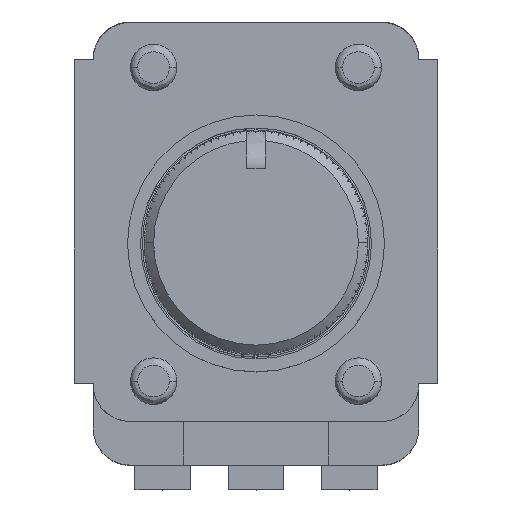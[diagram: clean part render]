
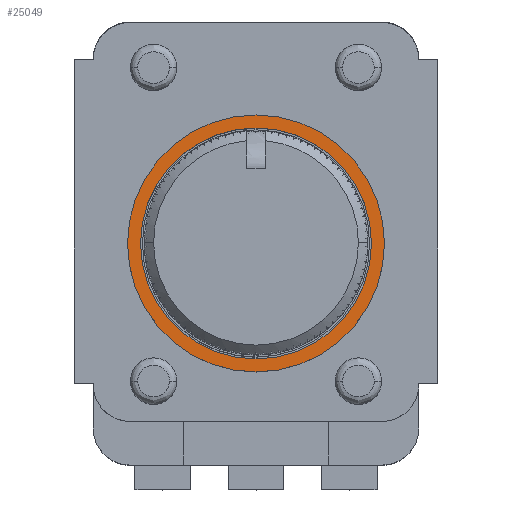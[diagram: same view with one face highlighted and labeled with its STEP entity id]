
A CAD part, top view. The second image highlights one B-rep face of the part: STEP entity #25049.
In plain terms, the highlighted planar face has unit normal (0, 0, 1).
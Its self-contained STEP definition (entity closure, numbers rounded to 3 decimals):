
#2955 = EDGE_CURVE('',#2956,#2958,#2960,.T.);
#2956 = VERTEX_POINT('',#2957);
#2957 = CARTESIAN_POINT('',(-3.45,-1.075,8.36));
#2958 = VERTEX_POINT('',#2959);
#2959 = CARTESIAN_POINT('',(3.45,-1.075,8.36));
#2960 = SURFACE_CURVE('',#2961,(#2966,#2978),.PCURVE_S1.);
#2961 = CIRCLE('',#2962,3.45);
#2962 = AXIS2_PLACEMENT_3D('',#2963,#2964,#2965);
#2963 = CARTESIAN_POINT('',(0.,-1.075,8.36));
#2964 = DIRECTION('',(0.,0.,-1.));
#2965 = DIRECTION('',(-1.,0.,0.));
#2966 = PCURVE('',#2967,#2972);
#2967 = CYLINDRICAL_SURFACE('',#2968,3.45);
#2968 = AXIS2_PLACEMENT_3D('',#2969,#2970,#2971);
#2969 = CARTESIAN_POINT('',(0.,-1.075,8.36));
#2970 = DIRECTION('',(0.,0.,-1.));
#2971 = DIRECTION('',(-1.,0.,0.));
#2972 = DEFINITIONAL_REPRESENTATION('',(#2973),#2977);
#2973 = LINE('',#2974,#2975);
#2974 = CARTESIAN_POINT('',(0.,0.));
#2975 = VECTOR('',#2976,1.);
#2976 = DIRECTION('',(1.,0.));
#2977 = ( GEOMETRIC_REPRESENTATION_CONTEXT(2) 
PARAMETRIC_REPRESENTATION_CONTEXT() REPRESENTATION_CONTEXT('2D SPACE',''
  ) );
#2978 = PCURVE('',#2979,#2984);
#2979 = PLANE('',#2980);
#2980 = AXIS2_PLACEMENT_3D('',#2981,#2982,#2983);
#2981 = CARTESIAN_POINT('',(0.,-1.075,8.36));
#2982 = DIRECTION('',(0.,0.,1.));
#2983 = DIRECTION('',(1.,0.,0.));
#2984 = DEFINITIONAL_REPRESENTATION('',(#2985),#2993);
#2985 = ( BOUNDED_CURVE() B_SPLINE_CURVE(2,(#2986,#2987,#2988,#2989,
#2990,#2991,#2992),.UNSPECIFIED.,.T.,.F.) B_SPLINE_CURVE_WITH_KNOTS((1,2
    ,2,2,2,1),(-2.094,0.,2.094,4.189,
6.283,8.378),.UNSPECIFIED.) CURVE() 
GEOMETRIC_REPRESENTATION_ITEM() RATIONAL_B_SPLINE_CURVE((1.,0.5,1.,0.5,
1.,0.5,1.)) REPRESENTATION_ITEM('') );
#2986 = CARTESIAN_POINT('',(-3.45,0.));
#2987 = CARTESIAN_POINT('',(-3.45,5.976));
#2988 = CARTESIAN_POINT('',(1.725,2.988));
#2989 = CARTESIAN_POINT('',(6.9,0.));
#2990 = CARTESIAN_POINT('',(1.725,-2.988));
#2991 = CARTESIAN_POINT('',(-3.45,-5.976));
#2992 = CARTESIAN_POINT('',(-3.45,0.));
#2993 = ( GEOMETRIC_REPRESENTATION_CONTEXT(2) 
PARAMETRIC_REPRESENTATION_CONTEXT() REPRESENTATION_CONTEXT('2D SPACE',''
  ) );
#3011 = CYLINDRICAL_SURFACE('',#3012,3.45);
#3012 = AXIS2_PLACEMENT_3D('',#3013,#3014,#3015);
#3013 = CARTESIAN_POINT('',(0.,-1.075,8.36));
#3014 = DIRECTION('',(0.,0.,-1.));
#3015 = DIRECTION('',(-1.,0.,0.));
#3086 = CYLINDRICAL_SURFACE('',#3087,3.1);
#3087 = AXIS2_PLACEMENT_3D('',#3088,#3089,#3090);
#3088 = CARTESIAN_POINT('',(0.,-1.075,4.36));
#3089 = DIRECTION('',(0.,0.,1.));
#3090 = DIRECTION('',(1.,0.,0.));
#3098 = CYLINDRICAL_SURFACE('',#3099,3.1);
#3099 = AXIS2_PLACEMENT_3D('',#3100,#3101,#3102);
#3100 = CARTESIAN_POINT('',(0.,-1.075,4.36));
#3101 = DIRECTION('',(0.,0.,1.));
#3102 = DIRECTION('',(1.,0.,0.));
#3201 = VERTEX_POINT('',#3202);
#3202 = CARTESIAN_POINT('',(3.1,-1.075,8.36));
#3223 = EDGE_CURVE('',#3201,#3224,#3226,.T.);
#3224 = VERTEX_POINT('',#3225);
#3225 = CARTESIAN_POINT('',(-3.1,-1.075,8.36));
#3226 = SURFACE_CURVE('',#3227,(#3232,#3239),.PCURVE_S1.);
#3227 = CIRCLE('',#3228,3.1);
#3228 = AXIS2_PLACEMENT_3D('',#3229,#3230,#3231);
#3229 = CARTESIAN_POINT('',(0.,-1.075,8.36));
#3230 = DIRECTION('',(0.,0.,-1.));
#3231 = DIRECTION('',(1.,0.,0.));
#3232 = PCURVE('',#3086,#3233);
#3233 = DEFINITIONAL_REPRESENTATION('',(#3234),#3238);
#3234 = LINE('',#3235,#3236);
#3235 = CARTESIAN_POINT('',(6.283,4.));
#3236 = VECTOR('',#3237,1.);
#3237 = DIRECTION('',(-1.,0.));
#3238 = ( GEOMETRIC_REPRESENTATION_CONTEXT(2) 
PARAMETRIC_REPRESENTATION_CONTEXT() REPRESENTATION_CONTEXT('2D SPACE',''
  ) );
#3239 = PCURVE('',#2979,#3240);
#3240 = DEFINITIONAL_REPRESENTATION('',(#3241),#3249);
#3241 = ( BOUNDED_CURVE() B_SPLINE_CURVE(2,(#3242,#3243,#3244,#3245,
#3246,#3247,#3248),.UNSPECIFIED.,.T.,.F.) B_SPLINE_CURVE_WITH_KNOTS((1,2
    ,2,2,2,1),(-2.094,0.,2.094,4.189,
6.283,8.378),.UNSPECIFIED.) CURVE() 
GEOMETRIC_REPRESENTATION_ITEM() RATIONAL_B_SPLINE_CURVE((1.,0.5,1.,0.5,
1.,0.5,1.)) REPRESENTATION_ITEM('') );
#3242 = CARTESIAN_POINT('',(3.1,0.));
#3243 = CARTESIAN_POINT('',(3.1,-5.369));
#3244 = CARTESIAN_POINT('',(-1.55,-2.685));
#3245 = CARTESIAN_POINT('',(-6.2,0.));
#3246 = CARTESIAN_POINT('',(-1.55,2.685));
#3247 = CARTESIAN_POINT('',(3.1,5.369));
#3248 = CARTESIAN_POINT('',(3.1,0.));
#3249 = ( GEOMETRIC_REPRESENTATION_CONTEXT(2) 
PARAMETRIC_REPRESENTATION_CONTEXT() REPRESENTATION_CONTEXT('2D SPACE',''
  ) );
#23952 = EDGE_CURVE('',#2958,#2956,#23953,.T.);
#23953 = SURFACE_CURVE('',#23954,(#23959,#23966),.PCURVE_S1.);
#23954 = CIRCLE('',#23955,3.45);
#23955 = AXIS2_PLACEMENT_3D('',#23956,#23957,#23958);
#23956 = CARTESIAN_POINT('',(0.,-1.075,8.36));
#23957 = DIRECTION('',(0.,0.,-1.));
#23958 = DIRECTION('',(-1.,0.,0.));
#23959 = PCURVE('',#3011,#23960);
#23960 = DEFINITIONAL_REPRESENTATION('',(#23961),#23965);
#23961 = LINE('',#23962,#23963);
#23962 = CARTESIAN_POINT('',(0.,0.));
#23963 = VECTOR('',#23964,1.);
#23964 = DIRECTION('',(1.,0.));
#23965 = ( GEOMETRIC_REPRESENTATION_CONTEXT(2) 
PARAMETRIC_REPRESENTATION_CONTEXT() REPRESENTATION_CONTEXT('2D SPACE',''
  ) );
#23966 = PCURVE('',#2979,#23967);
#23967 = DEFINITIONAL_REPRESENTATION('',(#23968),#23976);
#23968 = ( BOUNDED_CURVE() B_SPLINE_CURVE(2,(#23969,#23970,#23971,#23972
    ,#23973,#23974,#23975),.UNSPECIFIED.,.T.,.F.) 
B_SPLINE_CURVE_WITH_KNOTS((1,2,2,2,2,1),(-2.094,0.,
    2.094,4.189,6.283,8.378),
.UNSPECIFIED.) CURVE() GEOMETRIC_REPRESENTATION_ITEM() 
RATIONAL_B_SPLINE_CURVE((1.,0.5,1.,0.5,1.,0.5,1.)) REPRESENTATION_ITEM(
  '') );
#23969 = CARTESIAN_POINT('',(-3.45,0.));
#23970 = CARTESIAN_POINT('',(-3.45,5.976));
#23971 = CARTESIAN_POINT('',(1.725,2.988));
#23972 = CARTESIAN_POINT('',(6.9,0.));
#23973 = CARTESIAN_POINT('',(1.725,-2.988));
#23974 = CARTESIAN_POINT('',(-3.45,-5.976));
#23975 = CARTESIAN_POINT('',(-3.45,0.));
#23976 = ( GEOMETRIC_REPRESENTATION_CONTEXT(2) 
PARAMETRIC_REPRESENTATION_CONTEXT() REPRESENTATION_CONTEXT('2D SPACE',''
  ) );
#25049 = ADVANCED_FACE('',(#25050,#25079),#2979,.T.);
#25050 = FACE_BOUND('',#25051,.T.);
#25051 = EDGE_LOOP('',(#25052,#25053));
#25052 = ORIENTED_EDGE('',*,*,#3223,.T.);
#25053 = ORIENTED_EDGE('',*,*,#25054,.T.);
#25054 = EDGE_CURVE('',#3224,#3201,#25055,.T.);
#25055 = SURFACE_CURVE('',#25056,(#25061,#25072),.PCURVE_S1.);
#25056 = CIRCLE('',#25057,3.1);
#25057 = AXIS2_PLACEMENT_3D('',#25058,#25059,#25060);
#25058 = CARTESIAN_POINT('',(0.,-1.075,8.36));
#25059 = DIRECTION('',(0.,0.,-1.));
#25060 = DIRECTION('',(1.,0.,0.));
#25061 = PCURVE('',#2979,#25062);
#25062 = DEFINITIONAL_REPRESENTATION('',(#25063),#25071);
#25063 = ( BOUNDED_CURVE() B_SPLINE_CURVE(2,(#25064,#25065,#25066,#25067
    ,#25068,#25069,#25070),.UNSPECIFIED.,.T.,.F.) 
B_SPLINE_CURVE_WITH_KNOTS((1,2,2,2,2,1),(-2.094,0.,
    2.094,4.189,6.283,8.378),
.UNSPECIFIED.) CURVE() GEOMETRIC_REPRESENTATION_ITEM() 
RATIONAL_B_SPLINE_CURVE((1.,0.5,1.,0.5,1.,0.5,1.)) REPRESENTATION_ITEM(
  '') );
#25064 = CARTESIAN_POINT('',(3.1,0.));
#25065 = CARTESIAN_POINT('',(3.1,-5.369));
#25066 = CARTESIAN_POINT('',(-1.55,-2.685));
#25067 = CARTESIAN_POINT('',(-6.2,0.));
#25068 = CARTESIAN_POINT('',(-1.55,2.685));
#25069 = CARTESIAN_POINT('',(3.1,5.369));
#25070 = CARTESIAN_POINT('',(3.1,0.));
#25071 = ( GEOMETRIC_REPRESENTATION_CONTEXT(2) 
PARAMETRIC_REPRESENTATION_CONTEXT() REPRESENTATION_CONTEXT('2D SPACE',''
  ) );
#25072 = PCURVE('',#3098,#25073);
#25073 = DEFINITIONAL_REPRESENTATION('',(#25074),#25078);
#25074 = LINE('',#25075,#25076);
#25075 = CARTESIAN_POINT('',(6.283,4.));
#25076 = VECTOR('',#25077,1.);
#25077 = DIRECTION('',(-1.,0.));
#25078 = ( GEOMETRIC_REPRESENTATION_CONTEXT(2) 
PARAMETRIC_REPRESENTATION_CONTEXT() REPRESENTATION_CONTEXT('2D SPACE',''
  ) );
#25079 = FACE_BOUND('',#25080,.T.);
#25080 = EDGE_LOOP('',(#25081,#25082));
#25081 = ORIENTED_EDGE('',*,*,#2955,.F.);
#25082 = ORIENTED_EDGE('',*,*,#23952,.F.);
